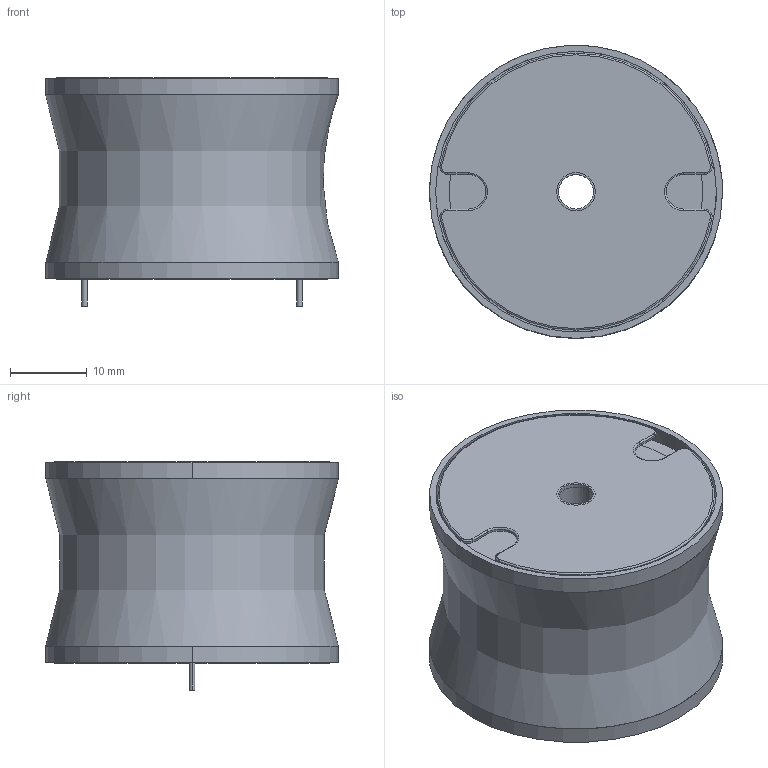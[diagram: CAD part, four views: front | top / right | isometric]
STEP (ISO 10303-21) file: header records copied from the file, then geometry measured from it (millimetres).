
FILE_DESCRIPTION((''),'2;1');
FILE_NAME('IND_BOURNS_1140-332K-RC.stp','2014-04-16T09:57:19',(''),(''),'Mechanical Desktop 2011','Mechanical Desktop 2011',', , ');
FILE_SCHEMA(('AUTOMOTIVE_DESIGN { 1 2 10303 214 1 1 1 1 }'));
Length unit declared in the file: millimetre
Products named in the file (1): Product
Bounding box: 38.1 x 38.1 x 29.66 mm (x, y, z)
Volume: 22240.7 mm3; surface area: 15648.7 mm2
Topology: 9 solids, 9 shells, 93 faces, 205 edges, 130 vertices
Faces by surface type: cylinder 46, plane 20, torus 16, bspline 11
Entity records: 3119 total; most frequent: CARTESIAN_POINT 905, DIRECTION 496, ORIENTED_EDGE 410, AXIS2_PLACEMENT_3D 211, EDGE_CURVE 205, VERTEX_POINT 130, CIRCLE 128, EDGE_LOOP 107
